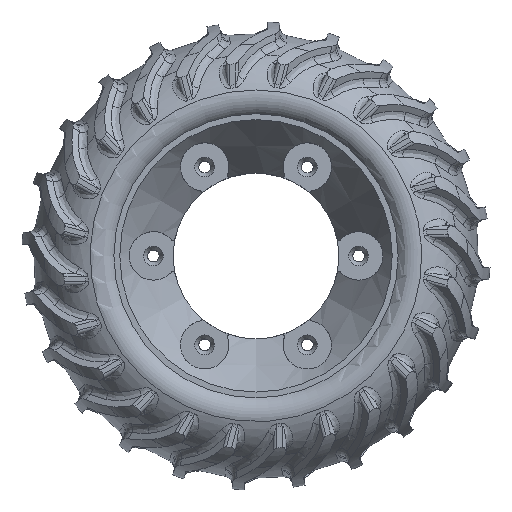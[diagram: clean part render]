
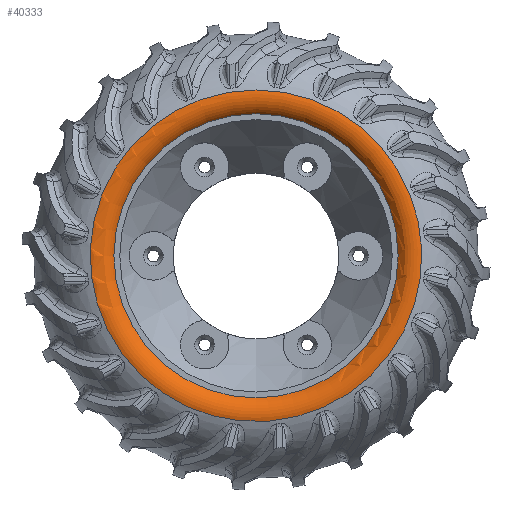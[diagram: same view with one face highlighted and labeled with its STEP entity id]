
A CAD part, top view. The second image highlights one B-rep face of the part: STEP entity #40333.
In plain terms, the highlighted toroidal (fillet/blend) face has major radius 40.308 mm and minor radius 5.187 mm.
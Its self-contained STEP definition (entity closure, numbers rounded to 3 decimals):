
#1381=CARTESIAN_POINT('',(0.0,42.008,52.0));
#1382=VERTEX_POINT('',#1381);
#1383=CARTESIAN_POINT('',(0.0,0.0,52.0));
#1384=DIRECTION('',(0.0,0.0,-1.0));
#1385=DIRECTION('',(0.0,1.0,0.0));
#1386=AXIS2_PLACEMENT_3D('',#1383,#1384,#1385);
#1387=CIRCLE('',#1386,42.008);
#1388=EDGE_CURVE('',#1382,#1382,#1387,.T.);
#40307=CARTESIAN_POINT('',(0.0,36.008,50.0));
#40308=VERTEX_POINT('',#40307);
#40309=CARTESIAN_POINT('',(0.0,0.0,50.0));
#40310=DIRECTION('',(0.0,0.0,-1.0));
#40311=DIRECTION('',(0.0,1.0,0.0));
#40312=AXIS2_PLACEMENT_3D('',#40309,#40310,#40311);
#40313=CIRCLE('',#40312,36.008);
#40314=EDGE_CURVE('',#40308,#40308,#40313,.T.);
#40322=CARTESIAN_POINT('',(0.0,0.0,47.099));
#40323=DIRECTION('',(0.0,0.0,-1.0));
#40324=DIRECTION('',(-1.0,0.0,0.0));
#40325=AXIS2_PLACEMENT_3D('',#40322,#40323,#40324);
#40326=TOROIDAL_SURFACE('',#40325,40.308,5.187);
#40327=ORIENTED_EDGE('',*,*,#1388,.F.);
#40328=EDGE_LOOP('',(#40327));
#40329=FACE_OUTER_BOUND('',#40328,.T.);
#40330=ORIENTED_EDGE('',*,*,#40314,.T.);
#40331=EDGE_LOOP('',(#40330));
#40332=FACE_BOUND('',#40331,.T.);
#40333=ADVANCED_FACE('',(#40329,#40332),#40326,.T.);
